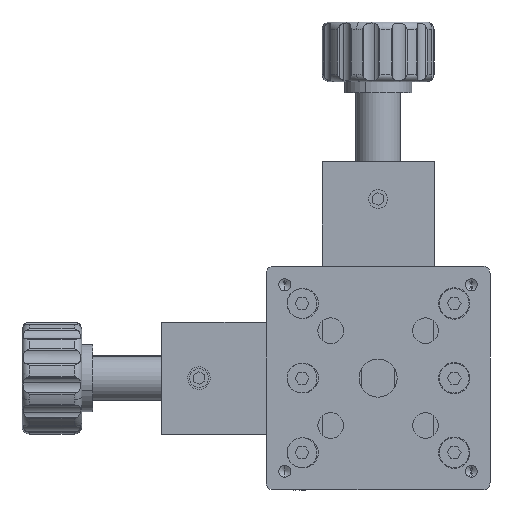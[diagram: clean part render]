
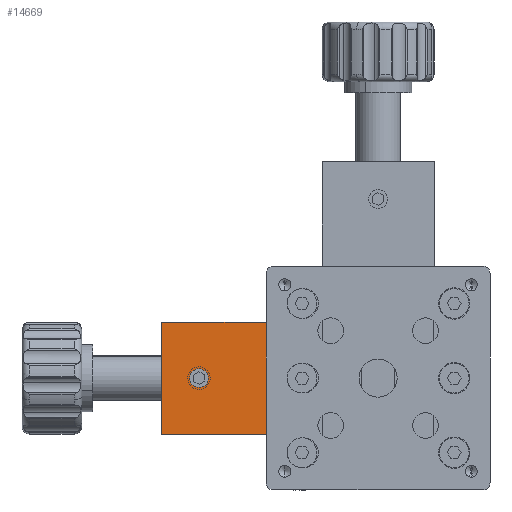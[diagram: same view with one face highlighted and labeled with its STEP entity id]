
A CAD part, front view. The second image highlights one B-rep face of the part: STEP entity #14669.
In plain terms, the highlighted planar face has unit normal (0, -1, 0).
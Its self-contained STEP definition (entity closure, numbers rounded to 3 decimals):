
#264 = EDGE_LOOP ( 'NONE', ( #7529, #466 ) ) ;
#466 = ORIENTED_EDGE ( 'NONE', *, *, #33549, .F. ) ;
#535 = DIRECTION ( 'NONE',  ( 0., -1., 0. ) ) ;
#1231 = LINE ( 'NONE', #31808, #9344 ) ;
#2808 = LINE ( 'NONE', #26076, #31634 ) ;
#4508 = CARTESIAN_POINT ( 'NONE',  ( -15., 8.5, 7.5 ) ) ;
#4653 = CARTESIAN_POINT ( 'NONE',  ( -22.75, 8.5, 0. ) ) ;
#4857 = CARTESIAN_POINT ( 'NONE',  ( -24., 8.5, 0. ) ) ;
#6800 = EDGE_CURVE ( 'NONE', #23305, #39866, #1231, .T. ) ;
#6873 = ORIENTED_EDGE ( 'NONE', *, *, #9774, .T. ) ;
#7529 = ORIENTED_EDGE ( 'NONE', *, *, #41104, .F. ) ;
#7803 = VERTEX_POINT ( 'NONE', #40083 ) ;
#9032 = DIRECTION ( 'NONE',  ( 0., 0., -1. ) ) ;
#9344 = VECTOR ( 'NONE', #44364, 1000. ) ;
#9468 = AXIS2_PLACEMENT_3D ( 'NONE', #4857, #535, #24457 ) ;
#9774 = EDGE_CURVE ( 'NONE', #43431, #22326, #2808, .T. ) ;
#10729 = ORIENTED_EDGE ( 'NONE', *, *, #40144, .T. ) ;
#14669 = ADVANCED_FACE ( 'NONE', ( #16130, #34886 ), #19866, .F. ) ;
#16072 = CIRCLE ( 'NONE', #9468, 1.25 ) ;
#16130 = FACE_BOUND ( 'NONE', #264, .T. ) ;
#16211 = DIRECTION ( 'NONE',  ( 0., 1., 0. ) ) ;
#16702 = DIRECTION ( 'NONE',  ( 0., -1., 0. ) ) ;
#19866 = PLANE ( 'NONE',  #25768 ) ;
#22326 = VERTEX_POINT ( 'NONE', #23448 ) ;
#22535 = CARTESIAN_POINT ( 'NONE',  ( -15., 8.5, 7.5 ) ) ;
#23305 = VERTEX_POINT ( 'NONE', #34569 ) ;
#23448 = CARTESIAN_POINT ( 'NONE',  ( -29., 8.5, 7.5 ) ) ;
#23502 = VERTEX_POINT ( 'NONE', #4653 ) ;
#23897 = DIRECTION ( 'NONE',  ( 0., 0., -1. ) ) ;
#24270 = DIRECTION ( 'NONE',  ( 1., 0., 0. ) ) ;
#24457 = DIRECTION ( 'NONE',  ( -1., 0., 0. ) ) ;
#24764 = CARTESIAN_POINT ( 'NONE',  ( -24., 8.5, 0. ) ) ;
#25768 = AXIS2_PLACEMENT_3D ( 'NONE', #4508, #16211, #24270 ) ;
#25967 = VECTOR ( 'NONE', #23897, 1000. ) ;
#26076 = CARTESIAN_POINT ( 'NONE',  ( -15., 8.5, 7.5 ) ) ;
#29772 = DIRECTION ( 'NONE',  ( -1., 0., 0. ) ) ;
#30822 = EDGE_CURVE ( 'NONE', #43431, #23305, #51621, .T. ) ;
#31634 = VECTOR ( 'NONE', #29772, 1000. ) ;
#31808 = CARTESIAN_POINT ( 'NONE',  ( -15., 8.5, -7.5 ) ) ;
#31876 = AXIS2_PLACEMENT_3D ( 'NONE', #24764, #16702, #49229 ) ;
#33549 = EDGE_CURVE ( 'NONE', #23502, #7803, #16072, .T. ) ;
#34569 = CARTESIAN_POINT ( 'NONE',  ( -15., 8.5, -7.5 ) ) ;
#34886 = FACE_OUTER_BOUND ( 'NONE', #36235, .T. ) ;
#36235 = EDGE_LOOP ( 'NONE', ( #10729, #44048, #39157, #6873 ) ) ;
#38621 = CARTESIAN_POINT ( 'NONE',  ( -29., 8.5, -7.5 ) ) ;
#38777 = LINE ( 'NONE', #40863, #46876 ) ;
#39157 = ORIENTED_EDGE ( 'NONE', *, *, #30822, .F. ) ;
#39808 = CARTESIAN_POINT ( 'NONE',  ( -15., 8.5, 7.5 ) ) ;
#39866 = VERTEX_POINT ( 'NONE', #38621 ) ;
#40083 = CARTESIAN_POINT ( 'NONE',  ( -25.25, 8.5, 0. ) ) ;
#40144 = EDGE_CURVE ( 'NONE', #22326, #39866, #38777, .T. ) ;
#40863 = CARTESIAN_POINT ( 'NONE',  ( -29., 8.5, 7.5 ) ) ;
#41104 = EDGE_CURVE ( 'NONE', #7803, #23502, #42393, .T. ) ;
#42393 = CIRCLE ( 'NONE', #31876, 1.25 ) ;
#43431 = VERTEX_POINT ( 'NONE', #22535 ) ;
#44048 = ORIENTED_EDGE ( 'NONE', *, *, #6800, .F. ) ;
#44364 = DIRECTION ( 'NONE',  ( -1., 0., 0. ) ) ;
#46876 = VECTOR ( 'NONE', #9032, 1000. ) ;
#49229 = DIRECTION ( 'NONE',  ( -1., 0., 0. ) ) ;
#51621 = LINE ( 'NONE', #39808, #25967 ) ;
